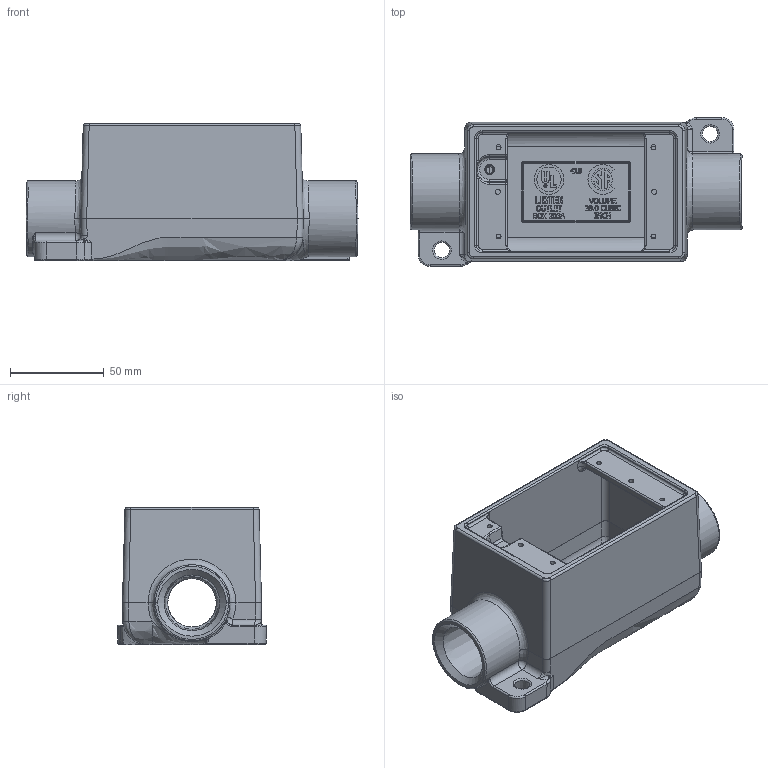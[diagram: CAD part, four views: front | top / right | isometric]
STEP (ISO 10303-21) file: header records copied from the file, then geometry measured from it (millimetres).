
FILE_DESCRIPTION(/* description */ ('FDC-3 AS MACHINED'),/* implementation_level */ '2;1');
FILE_NAME(/* name */ 'KIL_FDC-3.stp',/* time_stamp */ '2020-10-12T18:38:45+05:00',/* author */ ('kr'),/* organization */ (''),/* preprocessor_version */ 'ST-DEVELOPER v18',/* originating_system */ 'Autodesk Inventor 2020',/* authorisation */ '');
FILE_SCHEMA (('AUTOMOTIVE_DESIGN { 1 0 10303 214 3 1 1 }'));
Length unit declared in the file: inch
Products named in the file (1): 23644
Bounding box: 176.9 x 79.33 x 73.03 mm (x, y, z)
Volume: 189023 mm3; surface area: 83695.8 mm2
Topology: 1 solids, 1 shells, 1236 faces, 3249 edges, 2054 vertices
Faces by surface type: plane 566, bspline 434, cylinder 185, torus 23, sphere 18, cone 10
Full cylindrical faces by diameter (mm): 1.476 x1, 1.762 x1, 2.642 x6, 3.683 x1, 12.938 x1, 15.875 x1, 40.481 x2
Entity records: 45546 total; most frequent: CARTESIAN_POINT 16366, ORIENTED_EDGE 6414, DIRECTION 4611, EDGE_CURVE 3207, VERTEX_POINT 2054, LINE 1897, VECTOR 1897, AXIS2_PLACEMENT_3D 1357
